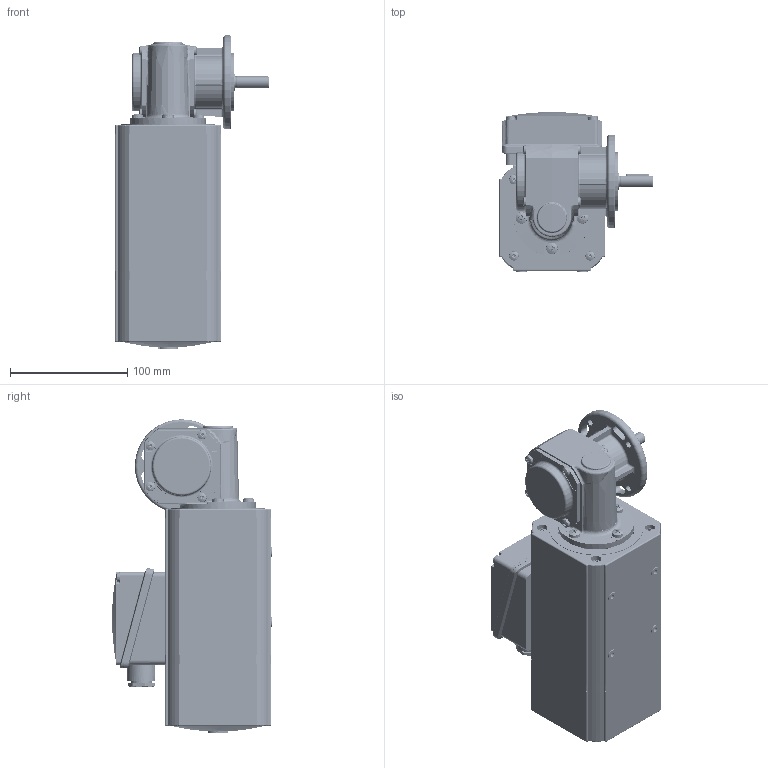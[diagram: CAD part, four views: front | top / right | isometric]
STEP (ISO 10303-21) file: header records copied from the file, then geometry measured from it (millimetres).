
FILE_DESCRIPTION (( 'STEP AP214' ), '1' );
FILE_NAME ('Motor IGKU80-60B mit Getr. VE31-K-R-31.STEP', '2017-12-07T10:46:06', ( 'gfeller' ), ( '' ), 'SwSTEP 2.0', 'SolidWorks 2017', '' );
FILE_SCHEMA (( 'AUTOMOTIVE_DESIGN' ));
Length unit declared in the file: millimetre
Products named in the file (1): Motor IGKU80-60B mit Getr. VE31-K-R-31
Bounding box: 131 x 136.43 x 267.5 mm (x, y, z)
Volume: 683467.1 mm3; surface area: 418105.9 mm2
Topology: 133 solids, 135 shells, 5549 faces, 13014 edges, 7582 vertices
Faces by surface type: cylinder 1921, plane 1809, cone 942, torus 459, bspline 222, sphere 196
Entity records: 230992 total; most frequent: CARTESIAN_POINT 43240, DIRECTION 27418, ORIENTED_EDGE 25388, EDGE_CURVE 12694, AXIS2_PLACEMENT_3D 10951, VERTEX_POINT 7574, EDGE_LOOP 6054, UNCERTAINTY_MEASURE_WITH_UNIT 5684
